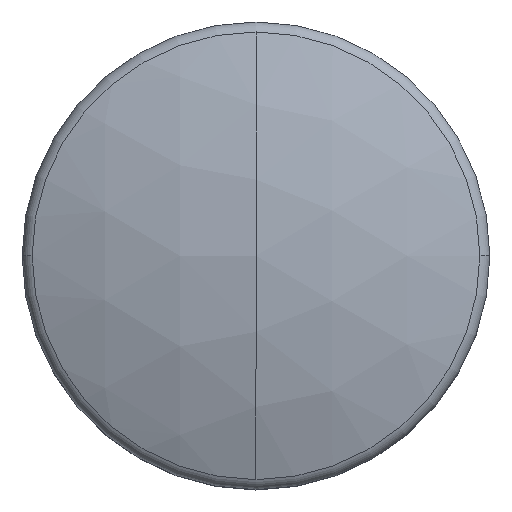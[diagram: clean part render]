
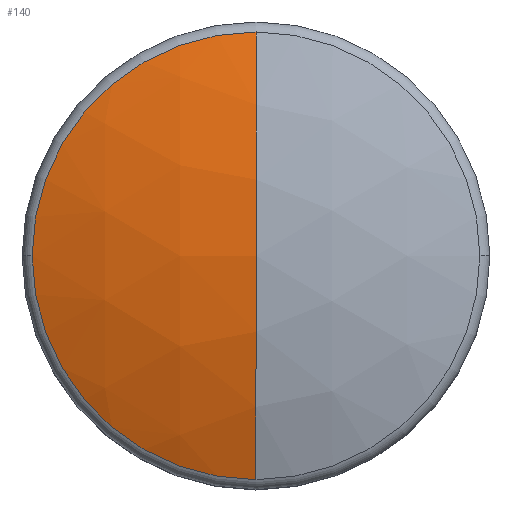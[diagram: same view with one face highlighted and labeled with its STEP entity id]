
A CAD part, top view. The second image highlights one B-rep face of the part: STEP entity #140.
In plain terms, the highlighted spherical face has radius 40 mm.
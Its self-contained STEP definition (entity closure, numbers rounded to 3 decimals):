
#13 = VERTEX_POINT ( 'NONE', #414 ) ;
#31 = ORIENTED_EDGE ( 'NONE', *, *, #178, .T. ) ;
#34 = ORIENTED_EDGE ( 'NONE', *, *, #175, .F. ) ;
#70 = EDGE_CURVE ( 'NONE', #13, #205, #387, .T. ) ;
#140 = ADVANCED_FACE ( 'NONE', ( #447 ), #433, .T. ) ;
#141 = EDGE_CURVE ( 'NONE', #205, #142, #612, .T. ) ;
#142 = VERTEX_POINT ( 'NONE', #613 ) ;
#143 = ORIENTED_EDGE ( 'NONE', *, *, #141, .T. ) ;
#175 = EDGE_CURVE ( 'NONE', #13, #177, #439, .T. ) ;
#177 = VERTEX_POINT ( 'NONE', #434 ) ;
#178 = EDGE_CURVE ( 'NONE', #142, #177, #494, .T. ) ;
#181 = EDGE_LOOP ( 'NONE', ( #223, #143, #31, #34 ) ) ;
#205 = VERTEX_POINT ( 'NONE', #573 ) ;
#223 = ORIENTED_EDGE ( 'NONE', *, *, #70, .T. ) ;
#383 = DIRECTION ( 'NONE',  ( -1., 0., 0. ) ) ;
#384 = DIRECTION ( 'NONE',  ( 0., 0., 1. ) ) ;
#385 = CARTESIAN_POINT ( 'NONE',  ( 0., 0., 13.334 ) ) ;
#386 = AXIS2_PLACEMENT_3D ( 'NONE', #385, #384, #383 ) ;
#387 = CIRCLE ( 'NONE', #386, 14.359 ) ;
#414 = CARTESIAN_POINT ( 'NONE',  ( 0., 14.359, 13.334 ) ) ;
#431 = DIRECTION ( 'NONE',  ( -1., 0., 0. ) ) ;
#432 = AXIS2_PLACEMENT_3D ( 'NONE', #484, #431, #614 ) ;
#433 = SPHERICAL_SURFACE ( 'NONE', #432, 40. ) ;
#434 = CARTESIAN_POINT ( 'NONE',  ( 0., 0., 16. ) ) ;
#435 = DIRECTION ( 'NONE',  ( 0., 0., -1. ) ) ;
#436 = DIRECTION ( 'NONE',  ( 1., 0., 0. ) ) ;
#437 = CARTESIAN_POINT ( 'NONE',  ( 0., 0., -24. ) ) ;
#438 = AXIS2_PLACEMENT_3D ( 'NONE', #437, #436, #435 ) ;
#439 = CIRCLE ( 'NONE', #438, 40. ) ;
#447 = FACE_OUTER_BOUND ( 'NONE', #181, .T. ) ;
#484 = CARTESIAN_POINT ( 'NONE',  ( 0., 0., -24. ) ) ;
#490 = DIRECTION ( 'NONE',  ( 0., -1., 0. ) ) ;
#491 = DIRECTION ( 'NONE',  ( -1., 0., 0. ) ) ;
#492 = CARTESIAN_POINT ( 'NONE',  ( 0., 0., -24. ) ) ;
#493 = AXIS2_PLACEMENT_3D ( 'NONE', #492, #491, #490 ) ;
#494 = CIRCLE ( 'NONE', #493, 40. ) ;
#533 = DIRECTION ( 'NONE',  ( -1., 0., 0. ) ) ;
#534 = DIRECTION ( 'NONE',  ( 0., 0., 1. ) ) ;
#535 = CARTESIAN_POINT ( 'NONE',  ( 0., 0., 13.334 ) ) ;
#536 = AXIS2_PLACEMENT_3D ( 'NONE', #535, #534, #533 ) ;
#573 = CARTESIAN_POINT ( 'NONE',  ( -14.359, 0., 13.334 ) ) ;
#612 = CIRCLE ( 'NONE', #536, 14.359 ) ;
#613 = CARTESIAN_POINT ( 'NONE',  ( 0., -14.359, 13.334 ) ) ;
#614 = DIRECTION ( 'NONE',  ( 0., 1., 0. ) ) ;
